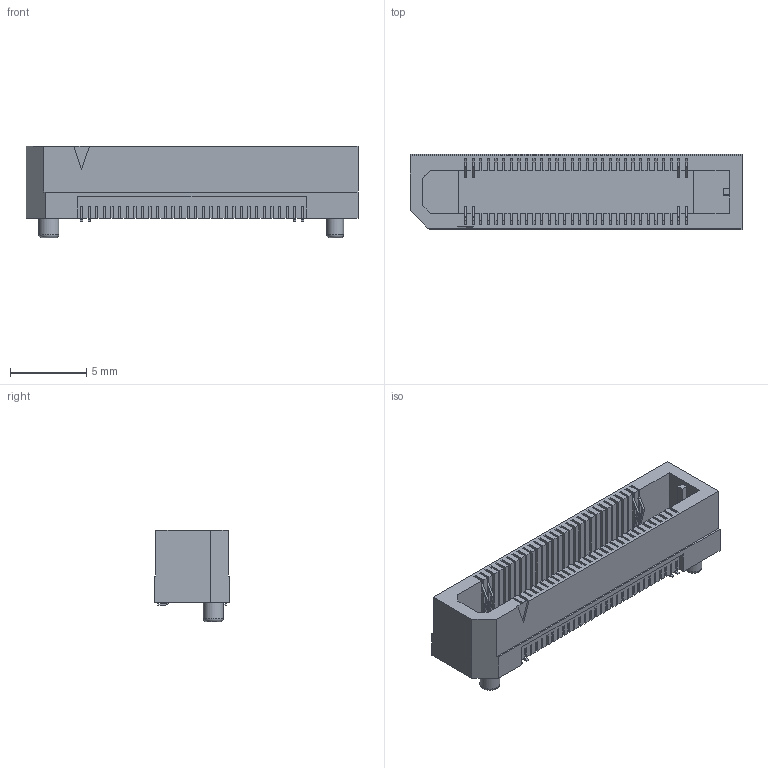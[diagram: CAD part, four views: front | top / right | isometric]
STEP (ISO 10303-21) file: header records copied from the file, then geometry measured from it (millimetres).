
FILE_DESCRIPTION(/* description */ (''),/* implementation_level */ '2;1');
FILE_NAME(/* name */ 'SAMTEC_ERF5-030-05.stp',/* time_stamp */ '2016-03-02T10:14:10+01:00',/* author */ ('riccim'),/* organization */ (''),/* preprocessor_version */ 'ST-DEVELOPER v15.5',/* originating_system */ 'AutoCAD Mechanical',/* authorisation */ ' ');
FILE_SCHEMA (('AUTOMOTIVE_DESIGN { 1 0 10303 214 3 1 1 }'));
Length unit declared in the file: millimetre
Products named in the file (1): Product
Bounding box: 21.8 x 4.95 x 6 mm (x, y, z)
Volume: 279.5 mm3; surface area: 909.1 mm2
Topology: 3 solids, 3 shells, 653 faces, 1928 edges, 1284 vertices
Faces by surface type: plane 629, cylinder 21, torus 3
Full cylindrical faces by diameter (mm): 1.32 x1
Entity records: 21373 total; most frequent: CARTESIAN_POINT 3862, ORIENTED_EDGE 3850, DIRECTION 3278, EDGE_CURVE 1925, LINE 1880, VECTOR 1880, VERTEX_POINT 1283, AXIS2_PLACEMENT_3D 699
